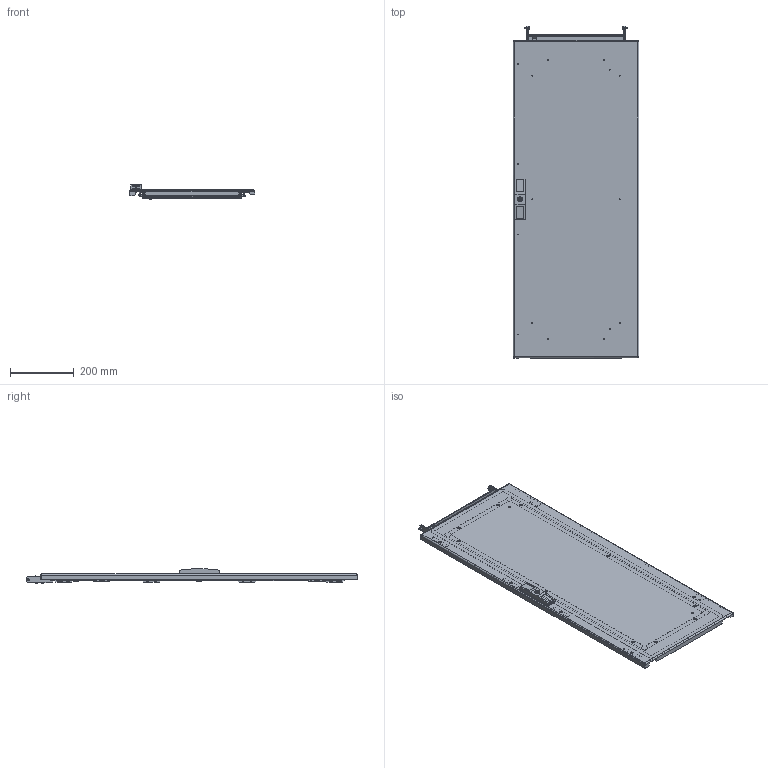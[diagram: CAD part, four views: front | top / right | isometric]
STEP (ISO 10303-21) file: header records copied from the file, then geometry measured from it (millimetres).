
FILE_DESCRIPTION (( 'STEP AP203' ), '1' );
FILE_NAME ('UR35400090400 Äâåðü ãëóõàÿ ñåêöèîííàÿ 1000ìì RS52 00.40 (000.801.354).STEP', '2022-04-08T12:17:38', ( '' ), ( '' ), 'SwSTEP 2.0', 'SolidWorks 2017', '' );
FILE_SCHEMA (( 'CONFIG_CONTROL_DESIGN' ));
Length unit declared in the file: millimetre
Products named in the file (36): 嵑殧趌11648_d5; 054-214 Ñòîéêà äâåðè ñåêöèîííîé LC3_00 (1000 ¬¬); MS896 Çàìîê-íàêëàäêà îñíîâíàÿ äëÿ LC_‡ ªàëâ®; 021-126  呧睯蠈錪; Øïèëüêà çàçåìëåíèÿ CKF CS_Œ6å16; 000.203.184 Äâåðü ãëóõàÿ ñåêöèîííàÿ 1000 ìì LC3_00 (00.40); Ãàéêà Ýðèêñîíà Ì5 ñ ïëîñêîé ãîëîâêîé; 016-103 Îñü; Øàéáà 6402 Ò_Œ6; 000.800.076 Ïëàíêà çàïîðíàÿ äâåðè ñåêöèîííîé LC3_00 (1000 ¬¬); Âèíò ÃÎÑÒ Ð ÈÑÎ 7049_ST3.5x9.5; Øïèëüêà ðåçüáîâàÿ Ì6_Œ6å12; Ãàéêà øåñòèãðàííàÿ âûñîêàÿ ñàìîñòîïîðÿùàÿñÿ ñ ôëàíöåì ÃÎÑÒ ISO 7043_Œ6; 029-373 Ñîåäèíèòåëü óãëîâîé ðàìêè äâåðè RS52; 032-215 Øâåëëåð ìåæñåêöèîííûé LC3_00 (00.40); 050-59 鎗鵻罻; 024-382 砑僔蠂縺 鸀槶錼譇 LC3; 040-185 Ïëàíêà çàïîðíàÿ äâåðè ñåêöèîííîé LC3_00 (1000 ¬¬); 000.301.014 Îñü; Âèíò DIN 7500 M TORX_Œ5å16; 044-97 砎鍧錟儆趌00; 000.173.012 Øâåëëåð ìåæñåêöèîííûé LC3_00 (00.40); 054-201 Ïîïåðå÷èíà äâåðè LC3_00 (00.40); 000.203.173 Øâåëëåð ìåæñåêöèîííûé LC3_00 (00.40); 000.210.457 Îñíîâàíèå äâåðè ãëóõîé ñåêöèîííîé 1000 ìì LC3_00 (00.40); Øïèëüêà ðåçüáîâàÿ Ì6_Œ5å12; Âèíò DIN 7991_Œ5å10; 000.800.113 Ïåòëÿ ñåêöèîííîé äâåðè; 012-1889 Ïàíåëü äâåðè ãëóõîé ñåêöèîííîé 1000 ìì LC3_00 (00.40); 037-61 Óãîëîê äëÿ çàïèðàíèÿ äâåðè ñåêöèîííîé LC3; 050-42 Âòóëêà ñêðûòîé ïåòëè; 028-98 Ñêîáà; Óïëîòíèòåëü ÏÏÓ äëÿ äâåðêè ñåêöèîííîé LC3 ñòàëüíûå ïåòëè_00 (1000 ¬¬ 00.40); 037-60 Ïåòëÿ äâåðè ñåêöèîííîé LC3; Âèíò DIN 7500 C TORX_Œ5å12; UR35400090400 Äâåðü ãëóõàÿ ñåêöèîííàÿ 1000ìì RS52 00.40 (000.801.354)
Assembly tree (113 placements, depth 4):
  UR35400090400 Äâåðü ãëóõàÿ ñåêöèîííàÿ 1000ìì RS52 00.40 (000.801.354)
    000.203.184 Äâåðü ãëóõàÿ ñåêöèîííàÿ 1000 ìì LC3_00 (00.40)
      000.210.457 Îñíîâàíèå äâåðè ãëóõîé ñåêöèîííîé 1000 ìì LC3_00 (00.40)
        012-1889 Ïàíåëü äâåðè ãëóõîé ñåêöèîííîé 1000 ìì LC3_00 (00.40)
        Øïèëüêà çàçåìëåíèÿ CKF CS_Œ6å16  x2
        Øïèëüêà ðåçüáîâàÿ Ì6_Œ5å12  x10
        Øïèëüêà ðåçüáîâàÿ Ì6_Œ6å12  x4
        050-42 Âòóëêà ñêðûòîé ïåòëè  x2
      Óïëîòíèòåëü ÏÏÓ äëÿ äâåðêè ñåêöèîííîé LC3 ñòàëüíûå ïåòëè_00 (1000 ¬¬ 00.40)
      MS896 Çàìîê-íàêëàäêà îñíîâíàÿ äëÿ LC_‡ ªàëâ®
      Âèíò DIN 7991_Œ5å10  x2
      000.800.076 Ïëàíêà çàïîðíàÿ äâåðè ñåêöèîííîé LC3_00 (1000 ¬¬)
        040-185 Ïëàíêà çàïîðíàÿ äâåðè ñåêöèîííîé LC3_00 (1000 ¬¬)
        028-98 Ñêîáà  x2
      Øàéáà 6402 Ò_Œ6  x4
      Ãàéêà øåñòèãðàííàÿ âûñîêàÿ ñàìîñòîïîðÿùàÿñÿ ñ ôëàíöåì ÃÎÑÒ ISO 7043_Œ6  x4
      029-373 Ñîåäèíèòåëü óãëîâîé ðàìêè äâåðè RS52  x4
      054-214 Ñòîéêà äâåðè ñåêöèîííîé LC3_00 (1000 ¬¬)  x2
      054-201 Ïîïåðå÷èíà äâåðè LC3_00 (00.40)  x2
      Ãàéêà Ýðèêñîíà Ì5 ñ ïëîñêîé ãîëîâêîé  x10
      Âèíò DIN 7500 C TORX_Œ5å12  x8
    Âèíò DIN 7500 M TORX_Œ5å16  x18
    000.203.173 Øâåëëåð ìåæñåêöèîííûé LC3_00 (00.40)
      000.173.012 Øâåëëåð ìåæñåêöèîííûé LC3_00 (00.40)
        032-215 Øâåëëåð ìåæñåêöèîííûé LC3_00 (00.40)
        024-382 砑僔蠂縺 鸀槶錼譇 LC3  x2
      021-126  呧睯蠈錪
      Âèíò ÃÎÑÒ Ð ÈÑÎ 7049_ST3.5x9.5  x2
    Âèíò DIN 7500 C TORX_Œ5å12  x4
    000.800.113 Ïåòëÿ ñåêöèîííîé äâåðè  x4
      037-60 Ïåòëÿ äâåðè ñåêöèîííîé LC3
      050-59 鎗鵻罻
    000.301.014 Îñü  x4
      016-103 Îñü
    037-61 Óãîëîê äëÿ çàïèðàíèÿ äâåðè ñåêöèîííîé LC3  x2
    嵑殧趌11648_d5  x4
    044-97 砎鍧錟儆趌00  x2
Bounding box: 395 x 1041.5 x 45.93 mm (x, y, z)
Volume: 1480251.4 mm3; surface area: 1530869 mm2
Topology: 115 solids, 119 shells, 3610 faces, 8925 edges, 5665 vertices
Faces by surface type: cylinder 1701, plane 1265, cone 466, torus 134, sphere 28, bspline 16
Entity records: 40525 total; most frequent: CARTESIAN_POINT 6669, DIRECTION 6257, ORIENTED_EDGE 5486, EDGE_CURVE 2746, AXIS2_PLACEMENT_3D 2369, VERTEX_POINT 1747, VECTOR 1519, LINE 1519
